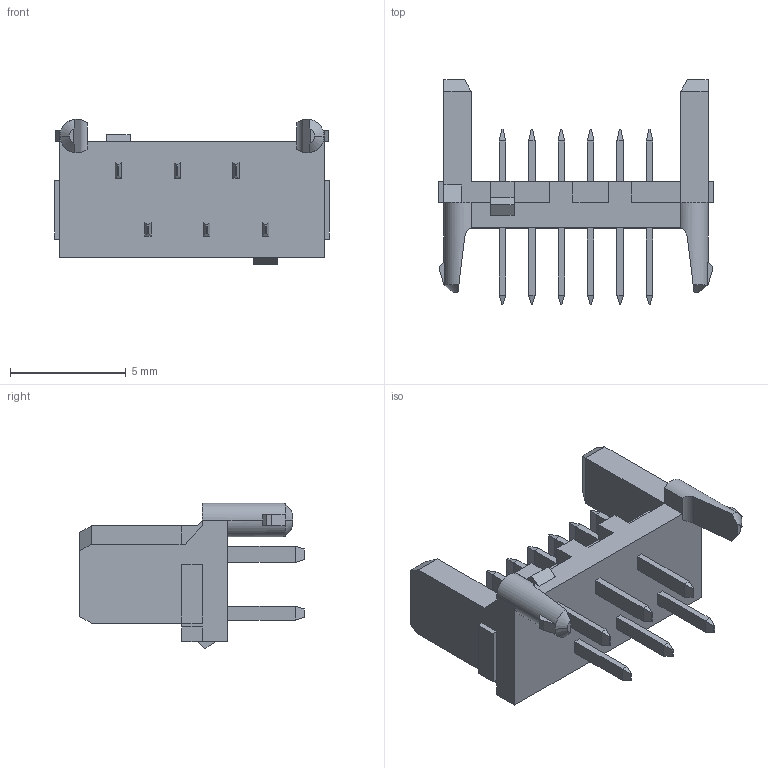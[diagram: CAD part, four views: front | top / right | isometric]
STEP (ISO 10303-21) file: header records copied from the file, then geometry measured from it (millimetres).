
FILE_DESCRIPTION(('HOOPS Exchange Step'),'2;1');
FILE_NAME('export-2C7EE97D-9DF6-4C7E-8BC4-E1E5291CAF84.stp','2023-05-08T00:36:11-07:00',('Daxxn'),('Alibre'),'HOOPS Exchange 2022.0','Alibre','Unknown authorisation');
FILE_SCHEMA( ('AP242_MANAGED_MODEL_BASED_3D_ENGINEERING_MIM_LF {1 0 10303 442 1 1 4 }') );
Length unit declared in the file: millimetre
Products named in the file (1): 903253006
Bounding box: 11.86 x 9.7 x 6.28 mm (x, y, z)
Volume: 154.5 mm3; surface area: 395.8 mm2
Topology: 1 solids, 1 shells, 207 faces, 505 edges, 312 vertices
Faces by surface type: plane 197, cylinder 6, cone 4
Entity records: 6089 total; most frequent: CARTESIAN_POINT 1147, ORIENTED_EDGE 1010, DIRECTION 918, EDGE_CURVE 505, VECTOR 472, LINE 472, VERTEX_POINT 312, AXIS2_PLACEMENT_3D 223
